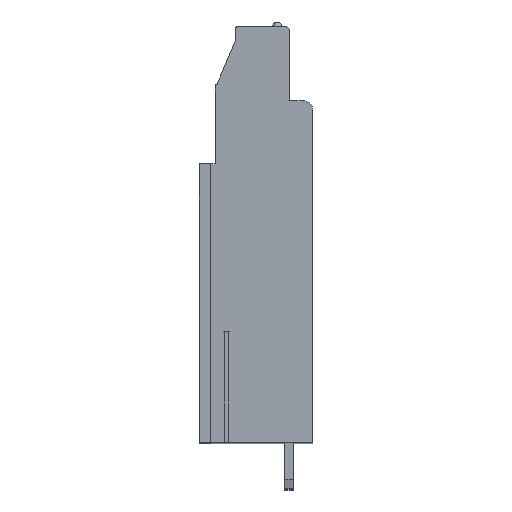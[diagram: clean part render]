
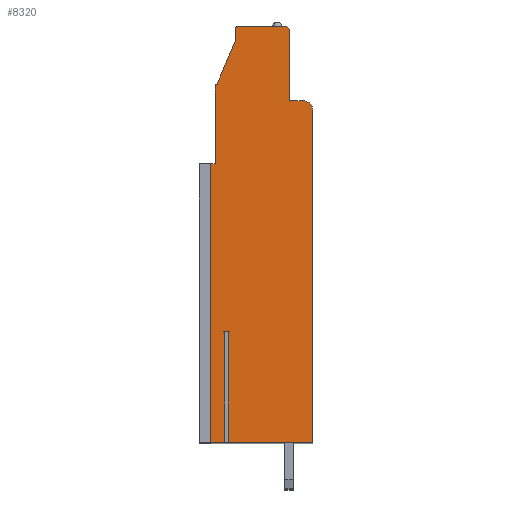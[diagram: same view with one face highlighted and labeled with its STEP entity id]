
A CAD part, top view. The second image highlights one B-rep face of the part: STEP entity #8320.
In plain terms, the highlighted planar face has unit normal (0, 0, 1).
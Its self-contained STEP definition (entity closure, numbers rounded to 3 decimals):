
#13=DIRECTION('',(0.,1.,0.));
#14=VECTOR('',#13,30.);
#15=CARTESIAN_POINT('',(-5.16,-17.199,78.74));
#16=LINE('',#15,#14);
#17=DIRECTION('',(-1.,0.,0.));
#18=VECTOR('',#17,0.5);
#19=CARTESIAN_POINT('',(-4.66,12.801,78.74));
#20=LINE('',#19,#18);
#21=DIRECTION('',(0.,-1.,0.));
#22=VECTOR('',#21,8.4);
#23=CARTESIAN_POINT('',(-4.66,21.201,78.74));
#24=LINE('',#23,#22);
#25=CARTESIAN_POINT('',(-4.46,21.201,78.74));
#26=DIRECTION('',(0.,0.,1.));
#27=DIRECTION('',(0.,1.,0.));
#28=AXIS2_PLACEMENT_3D('',#25,#26,#27);
#30=DIRECTION('',(-0.392,-0.92,0.));
#31=VECTOR('',#30,5.108);
#32=CARTESIAN_POINT('',(-2.46,26.101,78.74));
#33=LINE('',#32,#31);
#34=DIRECTION('',(0.,-1.,0.));
#35=VECTOR('',#34,1.2);
#36=CARTESIAN_POINT('',(-2.46,27.301,78.74));
#37=LINE('',#36,#35);
#38=CARTESIAN_POINT('',(-2.16,27.301,78.74));
#39=DIRECTION('',(0.,0.,1.));
#40=DIRECTION('',(0.,1.,0.));
#41=AXIS2_PLACEMENT_3D('',#38,#39,#40);
#43=DIRECTION('',(-1.,0.,0.));
#44=VECTOR('',#43,5.);
#45=CARTESIAN_POINT('',(2.84,27.601,78.74));
#46=LINE('',#45,#44);
#47=CARTESIAN_POINT('',(2.84,27.101,78.74));
#48=DIRECTION('',(0.,0.,1.));
#49=DIRECTION('',(1.,0.,0.));
#50=AXIS2_PLACEMENT_3D('',#47,#48,#49);
#52=DIRECTION('',(0.,1.,0.));
#53=VECTOR('',#52,7.5);
#54=CARTESIAN_POINT('',(3.34,19.601,78.74));
#55=LINE('',#54,#53);
#56=DIRECTION('',(-1.,0.,0.));
#57=VECTOR('',#56,1.5);
#58=CARTESIAN_POINT('',(4.84,19.601,78.74));
#59=LINE('',#58,#57);
#60=CARTESIAN_POINT('',(4.84,18.601,78.74));
#61=DIRECTION('',(0.,0.,1.));
#62=DIRECTION('',(1.,0.,0.));
#63=AXIS2_PLACEMENT_3D('',#60,#61,#62);
#65=DIRECTION('',(0.,1.,0.));
#66=VECTOR('',#65,35.8);
#67=CARTESIAN_POINT('',(5.84,-17.199,78.74));
#68=LINE('',#67,#66);
#69=DIRECTION('',(1.,0.,0.));
#70=VECTOR('',#69,9.11);
#71=CARTESIAN_POINT('',(-3.27,-17.199,78.74));
#72=LINE('',#71,#70);
#73=DIRECTION('',(0.,1.,0.));
#74=VECTOR('',#73,11.95);
#75=CARTESIAN_POINT('',(-3.27,-17.199,78.74));
#76=LINE('',#75,#74);
#77=DIRECTION('',(-1.,0.,0.));
#78=VECTOR('',#77,0.38);
#79=CARTESIAN_POINT('',(-3.27,-5.249,78.74));
#80=LINE('',#79,#78);
#81=DIRECTION('',(0.,1.,0.));
#82=VECTOR('',#81,11.95);
#83=CARTESIAN_POINT('',(-3.65,-17.199,78.74));
#84=LINE('',#83,#82);
#85=DIRECTION('',(1.,0.,0.));
#86=VECTOR('',#85,1.51);
#87=CARTESIAN_POINT('',(-5.16,-17.199,78.74));
#88=LINE('',#87,#86);
#6381=CARTESIAN_POINT('',(5.84,-17.199,78.74));
#6382=CARTESIAN_POINT('',(5.84,18.601,78.74));
#6383=VERTEX_POINT('',#6381);
#6384=VERTEX_POINT('',#6382);
#6385=CARTESIAN_POINT('',(4.84,19.601,78.74));
#6386=VERTEX_POINT('',#6385);
#6387=CARTESIAN_POINT('',(3.34,19.601,78.74));
#6388=VERTEX_POINT('',#6387);
#6389=CARTESIAN_POINT('',(3.34,27.101,78.74));
#6390=VERTEX_POINT('',#6389);
#6391=CARTESIAN_POINT('',(2.84,27.601,78.74));
#6392=VERTEX_POINT('',#6391);
#6393=CARTESIAN_POINT('',(-2.16,27.601,78.74));
#6394=VERTEX_POINT('',#6393);
#6395=CARTESIAN_POINT('',(-2.46,27.301,78.74));
#6396=VERTEX_POINT('',#6395);
#6397=CARTESIAN_POINT('',(-2.46,26.101,78.74));
#6398=VERTEX_POINT('',#6397);
#6399=CARTESIAN_POINT('',(-4.46,21.401,78.74));
#6400=VERTEX_POINT('',#6399);
#6401=CARTESIAN_POINT('',(-4.66,21.201,78.74));
#6402=VERTEX_POINT('',#6401);
#6403=CARTESIAN_POINT('',(-4.66,12.801,78.74));
#6404=VERTEX_POINT('',#6403);
#6517=CARTESIAN_POINT('',(-3.27,-5.249,78.74));
#6518=CARTESIAN_POINT('',(-3.65,-5.249,78.74));
#6519=VERTEX_POINT('',#6517);
#6520=VERTEX_POINT('',#6518);
#6521=CARTESIAN_POINT('',(-3.27,-17.199,78.74));
#6522=VERTEX_POINT('',#6521);
#6523=CARTESIAN_POINT('',(-3.65,-17.199,78.74));
#6524=VERTEX_POINT('',#6523);
#6533=CARTESIAN_POINT('',(-5.16,-17.199,78.74));
#6534=CARTESIAN_POINT('',(-5.16,12.801,78.74));
#6535=VERTEX_POINT('',#6533);
#6536=VERTEX_POINT('',#6534);
#8277=CARTESIAN_POINT('',(0.,0.,78.74));
#8278=DIRECTION('',(0.,0.,1.));
#8279=DIRECTION('',(1.,0.,0.));
#8280=AXIS2_PLACEMENT_3D('',#8277,#8278,#8279);
#8281=PLANE('',#8280);
#8283=ORIENTED_EDGE('',*,*,#8282,.T.);
#8285=ORIENTED_EDGE('',*,*,#8284,.F.);
#8287=ORIENTED_EDGE('',*,*,#8286,.F.);
#8289=ORIENTED_EDGE('',*,*,#8288,.F.);
#8291=ORIENTED_EDGE('',*,*,#8290,.F.);
#8293=ORIENTED_EDGE('',*,*,#8292,.F.);
#8295=ORIENTED_EDGE('',*,*,#8294,.F.);
#8297=ORIENTED_EDGE('',*,*,#8296,.F.);
#8299=ORIENTED_EDGE('',*,*,#8298,.F.);
#8301=ORIENTED_EDGE('',*,*,#8300,.F.);
#8303=ORIENTED_EDGE('',*,*,#8302,.F.);
#8305=ORIENTED_EDGE('',*,*,#8304,.F.);
#8307=ORIENTED_EDGE('',*,*,#8306,.F.);
#8309=ORIENTED_EDGE('',*,*,#8308,.F.);
#8311=ORIENTED_EDGE('',*,*,#8310,.T.);
#8313=ORIENTED_EDGE('',*,*,#8312,.T.);
#8315=ORIENTED_EDGE('',*,*,#8314,.F.);
#8317=ORIENTED_EDGE('',*,*,#8316,.F.);
#8318=EDGE_LOOP('',(#8283,#8285,#8287,#8289,#8291,#8293,#8295,#8297,#8299,#8301,
#8303,#8305,#8307,#8309,#8311,#8313,#8315,#8317));
#8319=FACE_OUTER_BOUND('',#8318,.F.);
#29=CIRCLE('',#28,0.2);
#42=CIRCLE('',#41,0.3);
#51=CIRCLE('',#50,0.5);
#64=CIRCLE('',#63,1.);
#8282=EDGE_CURVE('',#6535,#6536,#16,.T.);
#8284=EDGE_CURVE('',#6404,#6536,#20,.T.);
#8286=EDGE_CURVE('',#6402,#6404,#24,.T.);
#8288=EDGE_CURVE('',#6400,#6402,#29,.T.);
#8290=EDGE_CURVE('',#6398,#6400,#33,.T.);
#8292=EDGE_CURVE('',#6396,#6398,#37,.T.);
#8294=EDGE_CURVE('',#6394,#6396,#42,.T.);
#8296=EDGE_CURVE('',#6392,#6394,#46,.T.);
#8298=EDGE_CURVE('',#6390,#6392,#51,.T.);
#8300=EDGE_CURVE('',#6388,#6390,#55,.T.);
#8302=EDGE_CURVE('',#6386,#6388,#59,.T.);
#8304=EDGE_CURVE('',#6384,#6386,#64,.T.);
#8306=EDGE_CURVE('',#6383,#6384,#68,.T.);
#8308=EDGE_CURVE('',#6522,#6383,#72,.T.);
#8310=EDGE_CURVE('',#6522,#6519,#76,.T.);
#8312=EDGE_CURVE('',#6519,#6520,#80,.T.);
#8314=EDGE_CURVE('',#6524,#6520,#84,.T.);
#8316=EDGE_CURVE('',#6535,#6524,#88,.T.);
#8320=ADVANCED_FACE('',(#8319),#8281,.T.);
